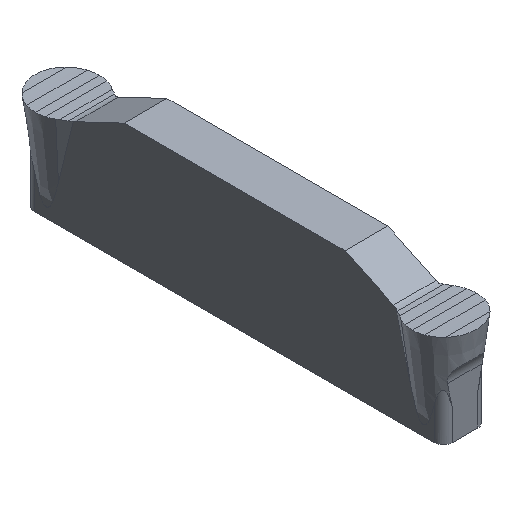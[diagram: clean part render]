
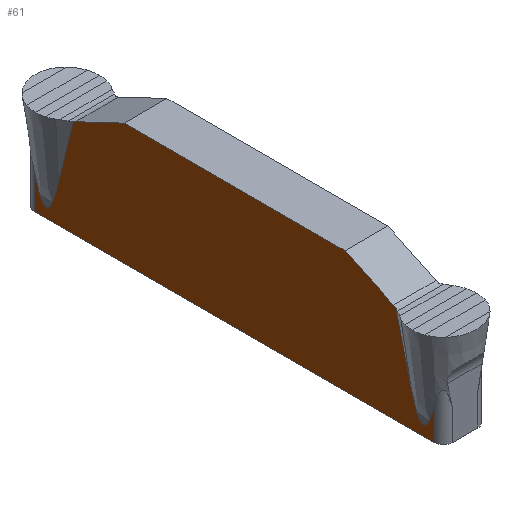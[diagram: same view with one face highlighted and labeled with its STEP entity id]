
A CAD part, isometric view. The second image highlights one B-rep face of the part: STEP entity #61.
In plain terms, the highlighted planar face has unit normal (-1, 0, 0).
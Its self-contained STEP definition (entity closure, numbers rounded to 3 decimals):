
#61=ADVANCED_FACE('SIDE_IB_1_SU5',(#107),#95,.F.);
#95=PLANE('',#721);
#107=FACE_OUTER_BOUND('',#141,.T.);
#141=EDGE_LOOP('',(#175,#176,#177,#178,#179,#180,#181,#182,#183,#184,#185,
#186));
#175=ORIENTED_EDGE('',*,*,#431,.F.);
#176=ORIENTED_EDGE('',*,*,#432,.T.);
#177=ORIENTED_EDGE('',*,*,#433,.T.);
#178=ORIENTED_EDGE('',*,*,#434,.F.);
#179=ORIENTED_EDGE('',*,*,#435,.F.);
#180=ORIENTED_EDGE('',*,*,#436,.T.);
#181=ORIENTED_EDGE('',*,*,#437,.F.);
#182=ORIENTED_EDGE('',*,*,#438,.T.);
#183=ORIENTED_EDGE('',*,*,#439,.F.);
#184=ORIENTED_EDGE('',*,*,#440,.F.);
#185=ORIENTED_EDGE('',*,*,#441,.T.);
#186=ORIENTED_EDGE('',*,*,#442,.T.);
#367=VERTEX_POINT('',#926);
#368=VERTEX_POINT('',#927);
#369=VERTEX_POINT('',#929);
#370=VERTEX_POINT('',#937);
#371=VERTEX_POINT('',#939);
#372=VERTEX_POINT('',#952);
#373=VERTEX_POINT('',#954);
#374=VERTEX_POINT('',#956);
#375=VERTEX_POINT('',#958);
#376=VERTEX_POINT('',#973);
#377=VERTEX_POINT('',#975);
#378=VERTEX_POINT('',#980);
#431=EDGE_CURVE('',#367,#368,#527,.T.);
#432=EDGE_CURVE('',#367,#369,#528,.T.);
#433=EDGE_CURVE('',#369,#370,#637,.T.);
#434=EDGE_CURVE('',#371,#370,#529,.T.);
#435=EDGE_CURVE('',#372,#371,#638,.T.);
#436=EDGE_CURVE('',#372,#373,#530,.T.);
#437=EDGE_CURVE('',#374,#373,#531,.T.);
#438=EDGE_CURVE('',#374,#375,#532,.T.);
#439=EDGE_CURVE('',#376,#375,#639,.T.);
#440=EDGE_CURVE('',#377,#376,#533,.T.);
#441=EDGE_CURVE('',#377,#378,#640,.T.);
#442=EDGE_CURVE('',#378,#368,#534,.T.);
#527=LINE('',#925,#571);
#528=LINE('',#928,#572);
#529=LINE('',#938,#573);
#530=LINE('',#953,#574);
#531=LINE('',#955,#575);
#532=LINE('',#957,#576);
#533=LINE('',#974,#577);
#534=LINE('',#981,#578);
#571=VECTOR('',#751,1.);
#572=VECTOR('',#752,1.);
#573=VECTOR('',#753,1.);
#574=VECTOR('',#754,1.);
#575=VECTOR('',#755,1.);
#576=VECTOR('',#756,1.);
#577=VECTOR('',#757,1.);
#578=VECTOR('',#758,1.);
#637=B_SPLINE_CURVE_WITH_KNOTS('',3,(#930,#931,#932,#933,#934,#935,#936),
 .UNSPECIFIED.,.F.,.F.,(4,3,4),(0.,0.576,1.),.UNSPECIFIED.);
#638=B_SPLINE_CURVE_WITH_KNOTS('',3,(#940,#941,#942,#943,#944,#945,#946,
#947,#948,#949,#950,#951),.UNSPECIFIED.,.F.,.F.,(4,2,2,2,2,4),(0.,0.25,
0.375,0.5,0.75,1.),.UNSPECIFIED.);
#639=B_SPLINE_CURVE_WITH_KNOTS('',3,(#959,#960,#961,#962,#963,#964,#965,
#966,#967,#968,#969,#970,#971,#972),.UNSPECIFIED.,.F.,.F.,(4,2,2,2,2,2,
4),(0.,0.25,0.375,0.5,0.625,0.75,1.),.UNSPECIFIED.);
#640=B_SPLINE_CURVE_WITH_KNOTS('',3,(#976,#977,#978,#979),.UNSPECIFIED.,
 .F.,.F.,(4,4),(0.,1.),.UNSPECIFIED.);
#721=AXIS2_PLACEMENT_3D('',#982,#759,#760);
#751=DIRECTION('',(0.,-1.,0.));
#752=DIRECTION('',(0.,0.904,-0.428));
#753=DIRECTION('',(0.,-0.238,0.971));
#754=DIRECTION('',(0.,0.,-1.));
#755=DIRECTION('',(0.,1.,0.));
#756=DIRECTION('',(0.,0.,1.));
#757=DIRECTION('',(0.,-0.238,-0.971));
#758=DIRECTION('',(0.,0.904,0.428));
#759=DIRECTION('',(1.,0.,0.));
#760=DIRECTION('',(0.,0.,-1.));
#925=CARTESIAN_POINT('',(-1.,0.,1.14));
#926=CARTESIAN_POINT('',(-1.,5.162,1.14));
#927=CARTESIAN_POINT('',(-1.,-5.162,1.14));
#928=CARTESIAN_POINT('',(-1.,1.389,2.929));
#929=CARTESIAN_POINT('',(-1.,7.425,0.067));
#930=CARTESIAN_POINT('',(-1.,7.425,0.067));
#931=CARTESIAN_POINT('',(-1.,7.447,0.057));
#932=CARTESIAN_POINT('',(-1.,7.469,0.048));
#933=CARTESIAN_POINT('',(-1.,7.492,0.04));
#934=CARTESIAN_POINT('',(-1.,7.508,0.034));
#935=CARTESIAN_POINT('',(-1.,7.525,0.029));
#936=CARTESIAN_POINT('',(-1.,7.542,0.025));
#937=CARTESIAN_POINT('',(-1.,7.542,0.025));
#938=CARTESIAN_POINT('',(-1.,7.119,1.748));
#939=CARTESIAN_POINT('',(-1.,8.239,-2.812));
#940=CARTESIAN_POINT('',(-1.,9.365,-2.925));
#941=CARTESIAN_POINT('',(-1.,9.309,-3.147));
#942=CARTESIAN_POINT('',(-1.,9.247,-3.368));
#943=CARTESIAN_POINT('',(-1.,9.129,-3.69));
#944=CARTESIAN_POINT('',(-1.,9.085,-3.796));
#945=CARTESIAN_POINT('',(-1.,8.967,-3.994));
#946=CARTESIAN_POINT('',(-1.,8.862,-4.108));
#947=CARTESIAN_POINT('',(-1.,8.547,-3.956));
#948=CARTESIAN_POINT('',(-1.,8.495,-3.68));
#949=CARTESIAN_POINT('',(-1.,8.35,-3.249));
#950=CARTESIAN_POINT('',(-1.,8.293,-3.031));
#951=CARTESIAN_POINT('',(-1.,8.239,-2.812));
#952=CARTESIAN_POINT('',(-1.,9.365,-2.925));
#953=CARTESIAN_POINT('',(-1.,9.365,0.));
#954=CARTESIAN_POINT('',(-1.,9.365,-4.54));
#955=CARTESIAN_POINT('',(-1.,0.,-4.54));
#956=CARTESIAN_POINT('',(-1.,-9.365,-4.54));
#957=CARTESIAN_POINT('',(-1.,-9.365,0.));
#958=CARTESIAN_POINT('',(-1.,-9.365,-2.925));
#959=CARTESIAN_POINT('',(-1.,-8.239,-2.812));
#960=CARTESIAN_POINT('',(-1.,-8.294,-3.037));
#961=CARTESIAN_POINT('',(-1.,-8.353,-3.26));
#962=CARTESIAN_POINT('',(-1.,-8.465,-3.589));
#963=CARTESIAN_POINT('',(-1.,-8.506,-3.698));
#964=CARTESIAN_POINT('',(-1.,-8.607,-3.906));
#965=CARTESIAN_POINT('',(-1.,-8.663,-4.027));
#966=CARTESIAN_POINT('',(-1.,-8.886,-4.103));
#967=CARTESIAN_POINT('',(-1.,-8.98,-3.977));
#968=CARTESIAN_POINT('',(-1.,-9.095,-3.774));
#969=CARTESIAN_POINT('',(-1.,-9.137,-3.668));
#970=CARTESIAN_POINT('',(-1.,-9.252,-3.353));
#971=CARTESIAN_POINT('',(-1.,-9.311,-3.139));
#972=CARTESIAN_POINT('',(-1.,-9.365,-2.925));
#973=CARTESIAN_POINT('',(-1.,-8.239,-2.812));
#974=CARTESIAN_POINT('',(-1.,-7.119,1.748));
#975=CARTESIAN_POINT('',(-1.,-7.542,0.025));
#976=CARTESIAN_POINT('',(-1.,-7.542,0.025));
#977=CARTESIAN_POINT('',(-1.,-7.502,0.035));
#978=CARTESIAN_POINT('',(-1.,-7.463,0.049));
#979=CARTESIAN_POINT('',(-1.,-7.425,0.067));
#980=CARTESIAN_POINT('',(-1.,-7.425,0.067));
#981=CARTESIAN_POINT('',(-1.,-1.389,2.929));
#982=CARTESIAN_POINT('',(-1.,0.,0.));
